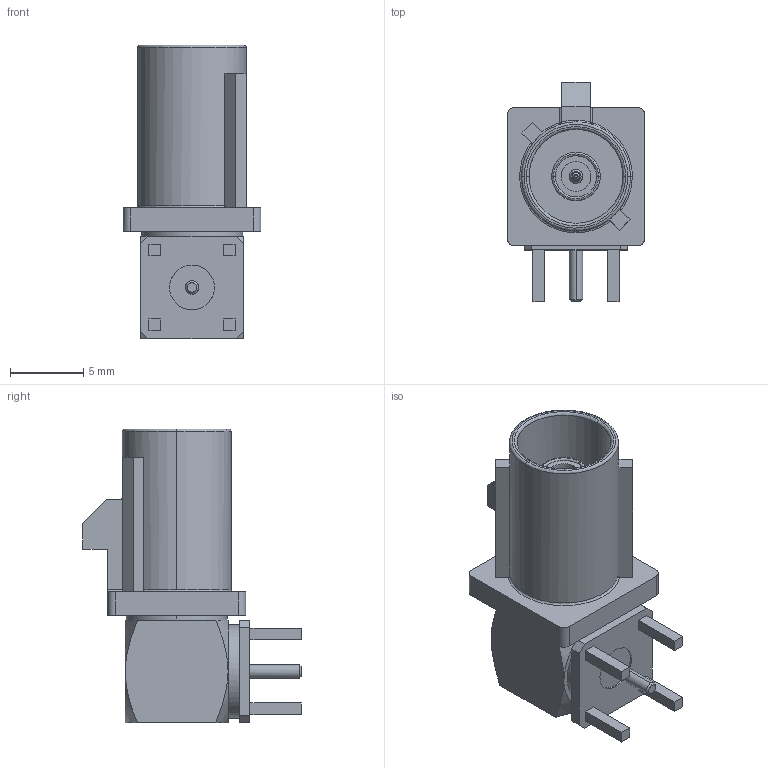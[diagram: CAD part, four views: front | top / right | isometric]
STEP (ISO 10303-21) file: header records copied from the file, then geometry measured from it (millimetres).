
FILE_DESCRIPTION (( 'STEP AP214' ), '1' );
FILE_NAME ('RFPCB-FAKRA-MR-4G105_3D.step', '2023-03-17T15:14:48', ( '' ), ( '' ), 'SwSTEP 2.0', 'SolidWorks 2022', '' );
FILE_SCHEMA (( 'AUTOMOTIVE_DESIGN' ));
Length unit declared in the file: inch
Products named in the file (1): RFPCB-FAKRA-MR-4G105_3D
Bounding box: 9.4 x 14.9 x 20.02 mm (x, y, z)
Volume: 868.1 mm3; surface area: 1134.4 mm2
Topology: 1 solids, 1 shells, 126 faces, 296 edges, 185 vertices
Faces by surface type: plane 64, cylinder 29, bspline 17, cone 16
Entity records: 5143 total; most frequent: CARTESIAN_POINT 2460, ORIENTED_EDGE 588, DIRECTION 456, EDGE_CURVE 294, VERTEX_POINT 185, VECTOR 162, LINE 162, AXIS2_PLACEMENT_3D 147
